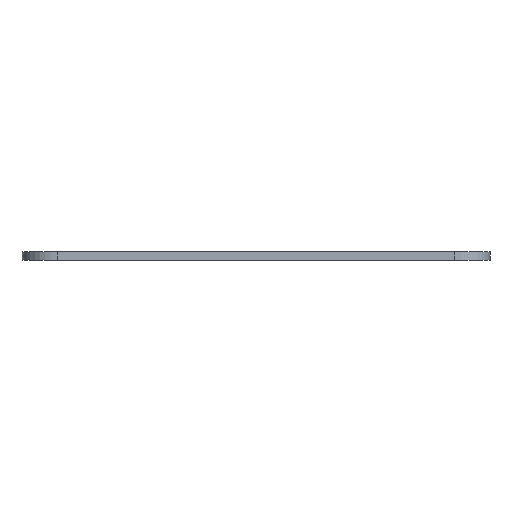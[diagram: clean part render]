
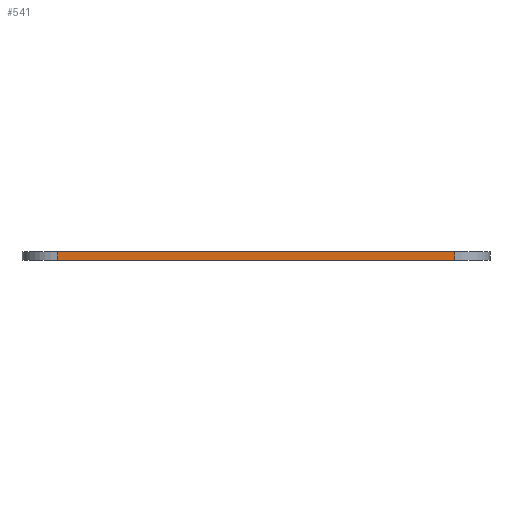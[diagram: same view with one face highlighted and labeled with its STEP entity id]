
A CAD part, left-side view. The second image highlights one B-rep face of the part: STEP entity #541.
In plain terms, the highlighted planar face has unit normal (-1, 0, 0).
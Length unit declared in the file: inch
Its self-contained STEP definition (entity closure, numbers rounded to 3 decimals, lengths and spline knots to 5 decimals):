
#7 = CARTESIAN_POINT ( 'NONE',  ( -3.17126, 1.77953, -0.07874 ) ) ;
#33 = CARTESIAN_POINT ( 'NONE',  ( -3.17126, 1.77953, -0.07874 ) ) ;
#34 = VERTEX_POINT ( 'NONE', #534 ) ;
#76 = DIRECTION ( 'NONE',  ( 0., 0., 1. ) ) ;
#78 = CARTESIAN_POINT ( 'NONE',  ( -3.17126, -2.09449, -0.07874 ) ) ;
#80 = CARTESIAN_POINT ( 'NONE',  ( -3.17126, -1.77953, 0. ) ) ;
#99 = EDGE_CURVE ( 'NONE', #34, #846, #129, .T. ) ;
#120 = VERTEX_POINT ( 'NONE', #80 ) ;
#129 = LINE ( 'NONE', #7, #149 ) ;
#149 = VECTOR ( 'NONE', #274, 39.37008 ) ;
#207 = LINE ( 'NONE', #480, #679 ) ;
#227 = ORIENTED_EDGE ( 'NONE', *, *, #660, .T. ) ;
#231 = VERTEX_POINT ( 'NONE', #561 ) ;
#235 = LINE ( 'NONE', #828, #473 ) ;
#247 = LINE ( 'NONE', #308, #269 ) ;
#262 = DIRECTION ( 'NONE',  ( -1., 0., 0. ) ) ;
#269 = VECTOR ( 'NONE', #516, 39.37008 ) ;
#274 = DIRECTION ( 'NONE',  ( 0., 0., -1. ) ) ;
#308 = CARTESIAN_POINT ( 'NONE',  ( -3.17126, -2.09449, -0.07874 ) ) ;
#327 = ORIENTED_EDGE ( 'NONE', *, *, #394, .T. ) ;
#394 = EDGE_CURVE ( 'NONE', #846, #231, #247, .T. ) ;
#473 = VECTOR ( 'NONE', #565, 39.37008 ) ;
#480 = CARTESIAN_POINT ( 'NONE',  ( -3.17126, -1.77953, -0.07874 ) ) ;
#516 = DIRECTION ( 'NONE',  ( 0., -1., 0. ) ) ;
#534 = CARTESIAN_POINT ( 'NONE',  ( -3.17126, 1.77953, 0. ) ) ;
#541 = ADVANCED_FACE ( 'NONE', ( #794 ), #798, .T. ) ;
#561 = CARTESIAN_POINT ( 'NONE',  ( -3.17126, -1.77953, -0.07874 ) ) ;
#564 = AXIS2_PLACEMENT_3D ( 'NONE', #78, #262, #76 ) ;
#565 = DIRECTION ( 'NONE',  ( 0., -1., 0. ) ) ;
#645 = ORIENTED_EDGE ( 'NONE', *, *, #99, .T. ) ;
#660 = EDGE_CURVE ( 'NONE', #231, #120, #207, .T. ) ;
#679 = VECTOR ( 'NONE', #755, 39.37008 ) ;
#755 = DIRECTION ( 'NONE',  ( 0., 0., 1. ) ) ;
#794 = FACE_OUTER_BOUND ( 'NONE', #843, .T. ) ;
#798 = PLANE ( 'NONE',  #564 ) ;
#828 = CARTESIAN_POINT ( 'NONE',  ( -3.17126, -2.09449, 0. ) ) ;
#829 = ORIENTED_EDGE ( 'NONE', *, *, #854, .F. ) ;
#843 = EDGE_LOOP ( 'NONE', ( #829, #645, #327, #227 ) ) ;
#846 = VERTEX_POINT ( 'NONE', #33 ) ;
#854 = EDGE_CURVE ( 'NONE', #34, #120, #235, .T. ) ;
